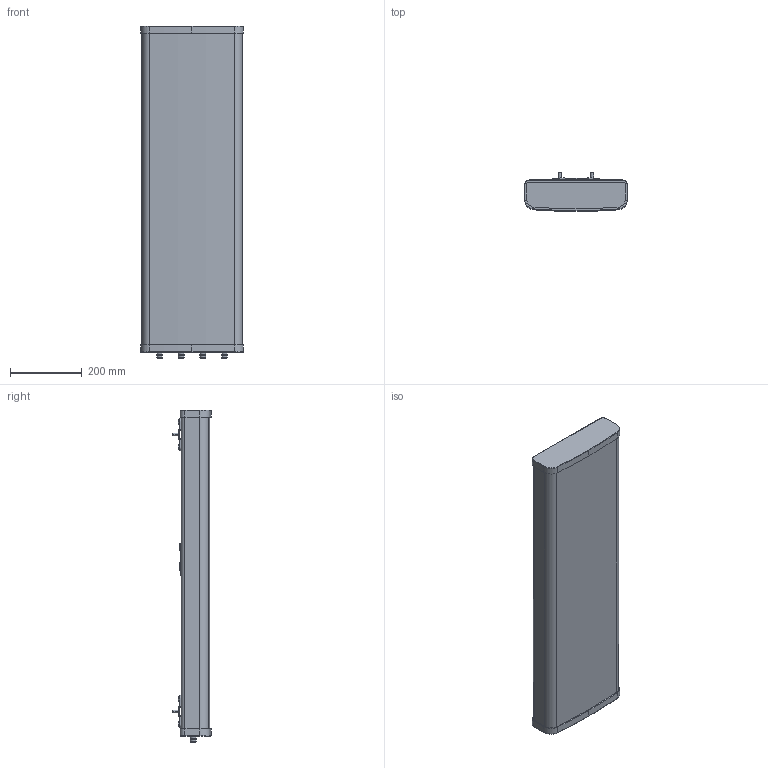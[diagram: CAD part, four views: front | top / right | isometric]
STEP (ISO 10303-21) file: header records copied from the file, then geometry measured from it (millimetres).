
FILE_DESCRIPTION (( 'STEP AP214' ), '1' );
FILE_NAME ('HG2364-18XP-065-4NF_3D.step', '2023-06-08T14:50:27', ( '' ), ( '' ), 'SwSTEP 2.0', 'SolidWorks 2022', '' );
FILE_SCHEMA (( 'AUTOMOTIVE_DESIGN' ));
Length unit declared in the file: millimetre
Products named in the file (1): HG2364-18XP-065-4NF_3D
Bounding box: 286 x 106.8 x 922.6 mm (x, y, z)
Volume: 1968278.8 mm3; surface area: 1371325 mm2
Topology: 1 solids, 6 shells, 487 faces, 1138 edges, 732 vertices
Faces by surface type: plane 223, cylinder 204, cone 48, torus 12
Entity records: 13996 total; most frequent: DIRECTION 2554, CARTESIAN_POINT 2406, ORIENTED_EDGE 2276, EDGE_CURVE 1138, AXIS2_PLACEMENT_3D 944, VERTEX_POINT 732, LINE 666, VECTOR 666
